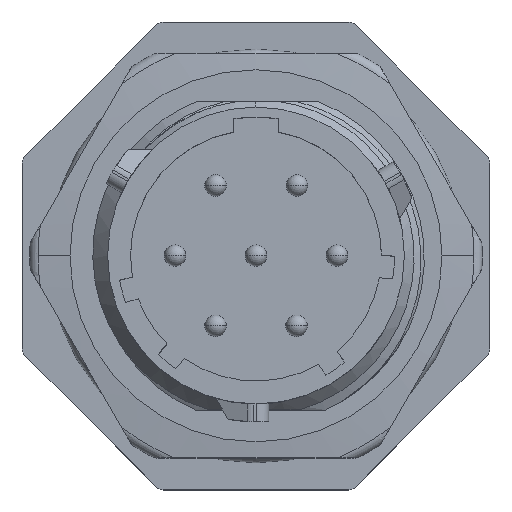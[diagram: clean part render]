
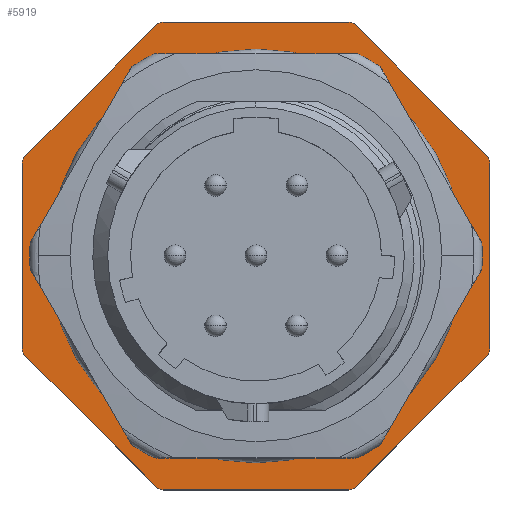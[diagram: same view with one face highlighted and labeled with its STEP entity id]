
A CAD part, top view. The second image highlights one B-rep face of the part: STEP entity #5919.
In plain terms, the highlighted planar face has unit normal (0, 0, 1).
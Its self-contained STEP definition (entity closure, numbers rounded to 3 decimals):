
#1106=CARTESIAN_POINT('',(6.917,16.7,1.7));
#1107=DIRECTION('',(0.,0.,1.));
#1108=DIRECTION('',(0.707,0.707,0.));
#1109=AXIS2_PLACEMENT_3D('',#1106,#1107,#1108);
#1124=CARTESIAN_POINT('',(16.7,6.917,1.7));
#1125=DIRECTION('',(0.,0.,1.));
#1126=DIRECTION('',(1.,0.,0.));
#1127=AXIS2_PLACEMENT_3D('',#1124,#1125,#1126);
#1142=CARTESIAN_POINT('',(16.7,-6.917,1.7));
#1143=DIRECTION('',(0.,0.,1.));
#1144=DIRECTION('',(0.707,-0.707,0.));
#1145=AXIS2_PLACEMENT_3D('',#1142,#1143,#1144);
#1160=CARTESIAN_POINT('',(6.917,-16.7,1.7));
#1161=DIRECTION('',(0.,0.,1.));
#1162=DIRECTION('',(0.,-1.,0.));
#1163=AXIS2_PLACEMENT_3D('',#1160,#1161,#1162);
#1178=CARTESIAN_POINT('',(-6.917,-16.7,1.7));
#1179=DIRECTION('',(0.,0.,1.));
#1180=DIRECTION('',(-0.707,-0.707,0.));
#1181=AXIS2_PLACEMENT_3D('',#1178,#1179,#1180);
#1196=CARTESIAN_POINT('',(-16.7,-6.917,1.7));
#1197=DIRECTION('',(0.,0.,1.));
#1198=DIRECTION('',(-1.,0.,0.));
#1199=AXIS2_PLACEMENT_3D('',#1196,#1197,#1198);
#1214=CARTESIAN_POINT('',(-16.7,6.917,1.7));
#1215=DIRECTION('',(0.,0.,1.));
#1216=DIRECTION('',(-0.707,0.707,0.));
#1217=AXIS2_PLACEMENT_3D('',#1214,#1215,#1216);
#1232=CARTESIAN_POINT('',(-6.917,16.7,1.7));
#1233=DIRECTION('',(0.,0.,1.));
#1234=DIRECTION('',(0.,1.,0.));
#1235=AXIS2_PLACEMENT_3D('',#1232,#1233,#1234);
#1246=DIRECTION('',(0.707,-0.707,0.));
#1247=VECTOR('',#1246,13.835);
#1248=CARTESIAN_POINT('',(7.448,17.23,1.7));
#1249=LINE('',#1248,#1247);
#1250=DIRECTION('',(0.,-1.,0.));
#1251=VECTOR('',#1250,13.835);
#1252=CARTESIAN_POINT('',(17.45,6.917,1.7));
#1253=LINE('',#1252,#1251);
#1254=DIRECTION('',(-0.707,-0.707,0.));
#1255=VECTOR('',#1254,13.835);
#1256=CARTESIAN_POINT('',(17.23,-7.448,1.7));
#1257=LINE('',#1256,#1255);
#1258=DIRECTION('',(-1.,0.,0.));
#1259=VECTOR('',#1258,13.835);
#1260=CARTESIAN_POINT('',(6.917,-17.45,1.7));
#1261=LINE('',#1260,#1259);
#1262=DIRECTION('',(-0.707,0.707,0.));
#1263=VECTOR('',#1262,13.835);
#1264=CARTESIAN_POINT('',(-7.448,-17.23,1.7));
#1265=LINE('',#1264,#1263);
#1266=DIRECTION('',(0.,1.,0.));
#1267=VECTOR('',#1266,13.835);
#1268=CARTESIAN_POINT('',(-17.45,-6.917,1.7));
#1269=LINE('',#1268,#1267);
#1270=DIRECTION('',(0.707,0.707,0.));
#1271=VECTOR('',#1270,13.835);
#1272=CARTESIAN_POINT('',(-17.23,7.448,1.7));
#1273=LINE('',#1272,#1271);
#1274=DIRECTION('',(1.,0.,0.));
#1275=VECTOR('',#1274,13.835);
#1276=CARTESIAN_POINT('',(-6.917,17.45,1.7));
#1277=LINE('',#1276,#1275);
#1278=CARTESIAN_POINT('',(0.,0.,1.7));
#1279=DIRECTION('',(0.,0.,1.));
#1280=DIRECTION('',(-1.,0.,0.));
#1281=AXIS2_PLACEMENT_3D('',#1278,#1279,#1280);
#1283=CARTESIAN_POINT('',(0.,0.,1.7));
#1284=DIRECTION('',(0.,0.,1.));
#1285=DIRECTION('',(1.,0.,0.));
#1286=AXIS2_PLACEMENT_3D('',#1283,#1284,#1285);
#4029=CARTESIAN_POINT('',(7.448,17.23,1.7));
#4031=VERTEX_POINT('',#4029);
#4032=CARTESIAN_POINT('',(6.917,17.45,1.7));
#4033=VERTEX_POINT('',#4032);
#4037=CARTESIAN_POINT('',(17.45,6.917,1.7));
#4039=VERTEX_POINT('',#4037);
#4040=CARTESIAN_POINT('',(17.23,7.448,1.7));
#4041=VERTEX_POINT('',#4040);
#4045=CARTESIAN_POINT('',(17.23,-7.448,1.7));
#4047=VERTEX_POINT('',#4045);
#4048=CARTESIAN_POINT('',(17.45,-6.917,1.7));
#4049=VERTEX_POINT('',#4048);
#4053=CARTESIAN_POINT('',(-6.917,17.45,1.7));
#4055=VERTEX_POINT('',#4053);
#4056=CARTESIAN_POINT('',(-7.448,17.23,1.7));
#4057=VERTEX_POINT('',#4056);
#4061=CARTESIAN_POINT('',(6.917,-17.45,1.7));
#4063=VERTEX_POINT('',#4061);
#4064=CARTESIAN_POINT('',(7.448,-17.23,1.7));
#4065=VERTEX_POINT('',#4064);
#4069=CARTESIAN_POINT('',(-7.448,-17.23,1.7));
#4071=VERTEX_POINT('',#4069);
#4072=CARTESIAN_POINT('',(-6.917,-17.45,1.7));
#4073=VERTEX_POINT('',#4072);
#4077=CARTESIAN_POINT('',(-17.45,-6.917,1.7));
#4079=VERTEX_POINT('',#4077);
#4080=CARTESIAN_POINT('',(-17.23,-7.448,1.7));
#4081=VERTEX_POINT('',#4080);
#4085=CARTESIAN_POINT('',(-17.23,7.448,1.7));
#4087=VERTEX_POINT('',#4085);
#4088=CARTESIAN_POINT('',(-17.45,6.917,1.7));
#4089=VERTEX_POINT('',#4088);
#4340=CARTESIAN_POINT('',(-14.955,0.,1.7));
#4341=CARTESIAN_POINT('',(14.955,0.,1.7));
#4342=VERTEX_POINT('',#4340);
#4343=VERTEX_POINT('',#4341);
#5890=CARTESIAN_POINT('',(0.,0.,1.7));
#5891=DIRECTION('',(0.,0.,-1.));
#5892=DIRECTION('',(0.,-1.,0.));
#5893=AXIS2_PLACEMENT_3D('',#5890,#5891,#5892);
#5894=PLANE('',#5893);
#5895=ORIENTED_EDGE('',*,*,#5673,.F.);
#5896=ORIENTED_EDGE('',*,*,#5690,.T.);
#5897=ORIENTED_EDGE('',*,*,#5702,.F.);
#5898=ORIENTED_EDGE('',*,*,#5718,.T.);
#5899=ORIENTED_EDGE('',*,*,#5730,.F.);
#5900=ORIENTED_EDGE('',*,*,#5746,.T.);
#5901=ORIENTED_EDGE('',*,*,#5758,.F.);
#5902=ORIENTED_EDGE('',*,*,#5774,.T.);
#5903=ORIENTED_EDGE('',*,*,#5786,.F.);
#5904=ORIENTED_EDGE('',*,*,#5802,.T.);
#5905=ORIENTED_EDGE('',*,*,#5814,.F.);
#5906=ORIENTED_EDGE('',*,*,#5830,.T.);
#5907=ORIENTED_EDGE('',*,*,#5842,.F.);
#5908=ORIENTED_EDGE('',*,*,#5856,.T.);
#5909=ORIENTED_EDGE('',*,*,#5870,.F.);
#5910=ORIENTED_EDGE('',*,*,#5883,.T.);
#5911=EDGE_LOOP('',(#5895,#5896,#5897,#5898,#5899,#5900,#5901,#5902,#5903,#5904,
#5905,#5906,#5907,#5908,#5909,#5910));
#5912=FACE_OUTER_BOUND('',#5911,.F.);
#5914=ORIENTED_EDGE('',*,*,#5913,.T.);
#5916=ORIENTED_EDGE('',*,*,#5915,.T.);
#5917=EDGE_LOOP('',(#5914,#5916));
#5918=FACE_BOUND('',#5917,.F.);
#5919=ADVANCED_FACE('',(#5912,#5918),#5894,.F.);
#1110=CIRCLE('',#1109,0.75);
#1128=CIRCLE('',#1127,0.75);
#1146=CIRCLE('',#1145,0.75);
#1164=CIRCLE('',#1163,0.75);
#1182=CIRCLE('',#1181,0.75);
#1200=CIRCLE('',#1199,0.75);
#1218=CIRCLE('',#1217,0.75);
#1236=CIRCLE('',#1235,0.75);
#1282=CIRCLE('',#1281,14.955);
#1287=CIRCLE('',#1286,14.955);
#5673=EDGE_CURVE('',#4031,#4033,#1110,.T.);
#5690=EDGE_CURVE('',#4031,#4041,#1249,.T.);
#5702=EDGE_CURVE('',#4039,#4041,#1128,.T.);
#5718=EDGE_CURVE('',#4039,#4049,#1253,.T.);
#5730=EDGE_CURVE('',#4047,#4049,#1146,.T.);
#5746=EDGE_CURVE('',#4047,#4065,#1257,.T.);
#5758=EDGE_CURVE('',#4063,#4065,#1164,.T.);
#5774=EDGE_CURVE('',#4063,#4073,#1261,.T.);
#5786=EDGE_CURVE('',#4071,#4073,#1182,.T.);
#5802=EDGE_CURVE('',#4071,#4081,#1265,.T.);
#5814=EDGE_CURVE('',#4079,#4081,#1200,.T.);
#5830=EDGE_CURVE('',#4079,#4089,#1269,.T.);
#5842=EDGE_CURVE('',#4087,#4089,#1218,.T.);
#5856=EDGE_CURVE('',#4087,#4057,#1273,.T.);
#5870=EDGE_CURVE('',#4055,#4057,#1236,.T.);
#5883=EDGE_CURVE('',#4055,#4033,#1277,.T.);
#5913=EDGE_CURVE('',#4342,#4343,#1282,.T.);
#5915=EDGE_CURVE('',#4343,#4342,#1287,.T.);
